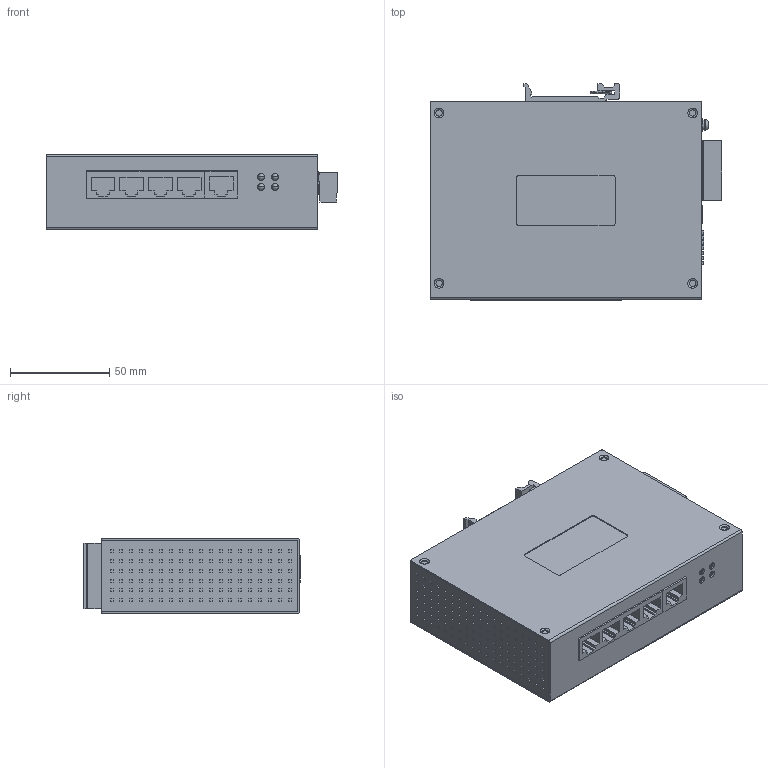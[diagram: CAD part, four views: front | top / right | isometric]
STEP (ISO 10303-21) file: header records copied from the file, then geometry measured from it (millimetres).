
FILE_DESCRIPTION((''),'2;1');
FILE_NAME('SG1005-210416_LOOK_ASM','2021-11-24T',('admin'),(''),'PRO/ENGINEER BY PARAMETRIC TECHNOLOGY CORPORATION, 2013230','PRO/ENGINEER BY PARAMETRIC TECHNOLOGY CORPORATION, 2013230','');
FILE_SCHEMA(('AUTOMOTIVE_DESIGN { 1 0 10303 214 1 1 1 1 }'));
Length unit declared in the file: millimetre
Products named in the file (22): MANIFOLD_SOLID_BREP_31111_1_1; BOT_78_ASM_1_ASM_1_ASM; TOP_51_1_1; TOP-ASM_ASM_5_ASM_1_ASM_1_ASM; PWC3_1_1_1; RJ45_1X1_5_1_1; RJ45_1X4_2_1_1; 2KONGDENGZUO_4_1_1; 1X7BOMAKAIGUAN_1_1_1; 1X6DUANZITAI_10_1_1; TP-1105UA-BB6125_1_1_1; DAOGUIKAKOU_38_3_1_1; ZUHELUODING_8_1_1; PINGTOULUODING_3_1_1; MANIFOLD_SOLID_BREP_123641_1_1; MANIFOLD_SOLID_BREP_123791_1_1; MANIFOLD_SOLID_BREP_123941_1_1; DUANZITAI_MUZUO_8_ASM_1_ASM_1_ASM; ASM0001_ASM_60_ASM_1_ASM_1_ASM; SG1005-210416_ASM_1_ASM_1_ASM; SG1005-210416_STP_ASM_1_ASM; SG1005-210416_LOOK_ASM
Assembly tree (23 placements, depth 6):
  SG1005-210416_LOOK_ASM
    SG1005-210416_STP_ASM_1_ASM
      SG1005-210416_ASM_1_ASM_1_ASM
        ASM0001_ASM_60_ASM_1_ASM_1_ASM
          BOT_78_ASM_1_ASM_1_ASM
            MANIFOLD_SOLID_BREP_31111_1_1
          TOP-ASM_ASM_5_ASM_1_ASM_1_ASM
            TOP_51_1_1
          PWC3_1_1_1
          RJ45_1X1_5_1_1
          RJ45_1X4_2_1_1
          2KONGDENGZUO_4_1_1  x2
          1X7BOMAKAIGUAN_1_1_1
          1X6DUANZITAI_10_1_1
          TP-1105UA-BB6125_1_1_1
          DAOGUIKAKOU_38_3_1_1
          ZUHELUODING_8_1_1
          PINGTOULUODING_3_1_1  x2
          DUANZITAI_MUZUO_8_ASM_1_ASM_1_ASM
            MANIFOLD_SOLID_BREP_123641_1_1
            MANIFOLD_SOLID_BREP_123791_1_1
            MANIFOLD_SOLID_BREP_123941_1_1
Bounding box: 147.2 x 109.5 x 38 mm (x, y, z)
Volume: 512809.9 mm3; surface area: 134850 mm2
Topology: 17 solids, 17 shells, 1654 faces, 4113 edges, 2698 vertices
Faces by surface type: plane 1349, cylinder 232, cone 42, sphere 22, torus 7, bspline 2
Entity records: 55905 total; most frequent: CARTESIAN_POINT 8569, ORIENTED_EDGE 7942, DIRECTION 7853, EDGE_CURVE 3971, VECTOR 3363, LINE 3363, VERTEX_POINT 2620, AXIS2_PLACEMENT_3D 2245
